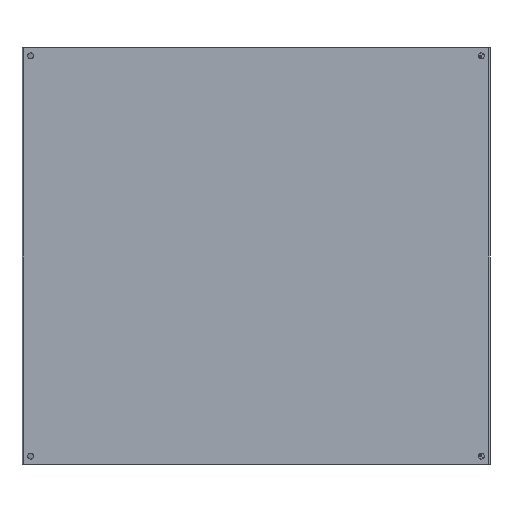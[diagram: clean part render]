
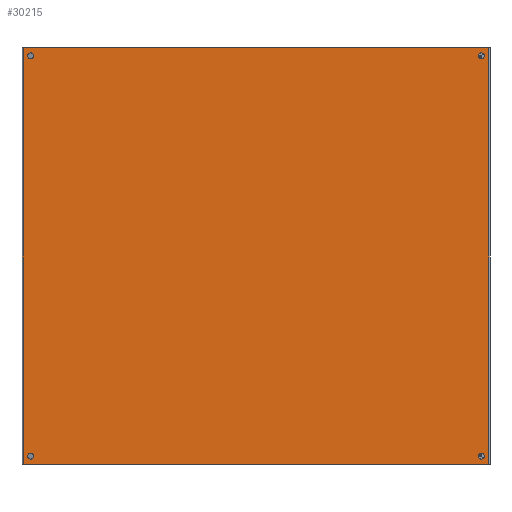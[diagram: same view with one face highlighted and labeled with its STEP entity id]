
A CAD part, left-side view. The second image highlights one B-rep face of the part: STEP entity #30215.
In plain terms, the highlighted face is planar.
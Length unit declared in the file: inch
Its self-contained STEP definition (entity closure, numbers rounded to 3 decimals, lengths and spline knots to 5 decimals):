
#344 = CARTESIAN_POINT ( 'NONE',  ( 17.25, 0., -19.6715 ) ) ;
#1080 = CARTESIAN_POINT ( 'NONE',  ( -17.25, 0., -19.4215 ) ) ;
#1203 = VECTOR ( 'NONE', #55993, 39.37008 ) ;
#1521 = VERTEX_POINT ( 'NONE', #45054 ) ;
#1859 = DIRECTION ( 'NONE',  ( -1., 0., 0. ) ) ;
#2344 = CIRCLE ( 'NONE', #35969, 0.25 ) ;
#2506 = ORIENTED_EDGE ( 'NONE', *, *, #8804, .T. ) ;
#3579 = AXIS2_PLACEMENT_3D ( 'NONE', #57356, #38635, #6501 ) ;
#4202 = VERTEX_POINT ( 'NONE', #52086 ) ;
#5145 = PLANE ( 'NONE',  #17193 ) ;
#5231 = CARTESIAN_POINT ( 'NONE',  ( 17.928, 0., -20.0995 ) ) ;
#5432 = DIRECTION ( 'NONE',  ( 0., 0., -1. ) ) ;
#6501 = DIRECTION ( 'NONE',  ( -1., 0., 0. ) ) ;
#7343 = CARTESIAN_POINT ( 'NONE',  ( -17.5, 0., 19.40609 ) ) ;
#8555 = CARTESIAN_POINT ( 'NONE',  ( 17.928, 0., 20.04809 ) ) ;
#8747 = AXIS2_PLACEMENT_3D ( 'NONE', #15599, #47847, #20354 ) ;
#8804 = EDGE_CURVE ( 'NONE', #35114, #24349, #54116, .T. ) ;
#8845 = DIRECTION ( 'NONE',  ( -1., 0., 0. ) ) ;
#10435 = EDGE_CURVE ( 'NONE', #26300, #41064, #2344, .T. ) ;
#11146 = CIRCLE ( 'NONE', #45012, 0.25 ) ;
#12413 = EDGE_LOOP ( 'NONE', ( #21566, #57166 ) ) ;
#12956 = DIRECTION ( 'NONE',  ( -1., 0., 0. ) ) ;
#13260 = ORIENTED_EDGE ( 'NONE', *, *, #34292, .T. ) ;
#13293 = LINE ( 'NONE', #51566, #1203 ) ;
#13427 = CARTESIAN_POINT ( 'NONE',  ( -17., 0., -19.4215 ) ) ;
#13823 = FACE_BOUND ( 'NONE', #35705, .T. ) ;
#14973 = ORIENTED_EDGE ( 'NONE', *, *, #32901, .T. ) ;
#15371 = CARTESIAN_POINT ( 'NONE',  ( 17.928, 0., -20.0635 ) ) ;
#15599 = CARTESIAN_POINT ( 'NONE',  ( 17.25, 0., -19.4215 ) ) ;
#15801 = CARTESIAN_POINT ( 'NONE',  ( 17.928, 0., -20.0635 ) ) ;
#15811 = DIRECTION ( 'NONE',  ( 0., -1., 0. ) ) ;
#16192 = DIRECTION ( 'NONE',  ( 1., 0., 0. ) ) ;
#16716 = EDGE_CURVE ( 'NONE', #33831, #4202, #28658, .T. ) ;
#16989 = VERTEX_POINT ( 'NONE', #13427 ) ;
#17049 = ORIENTED_EDGE ( 'NONE', *, *, #10435, .T. ) ;
#17193 = AXIS2_PLACEMENT_3D ( 'NONE', #22897, #37096, #36694 ) ;
#17216 = CARTESIAN_POINT ( 'NONE',  ( -17.5, 0., -19.4215 ) ) ;
#18247 = DIRECTION ( 'NONE',  ( 0., -1., 0. ) ) ;
#20354 = DIRECTION ( 'NONE',  ( 0., 0., -1. ) ) ;
#20577 = ORIENTED_EDGE ( 'NONE', *, *, #48164, .F. ) ;
#21566 = ORIENTED_EDGE ( 'NONE', *, *, #46696, .T. ) ;
#22262 = VERTEX_POINT ( 'NONE', #40691 ) ;
#22897 = CARTESIAN_POINT ( 'NONE',  ( 17.928, 0., -20.0995 ) ) ;
#23193 = CIRCLE ( 'NONE', #8747, 0.25 ) ;
#23328 = EDGE_CURVE ( 'NONE', #35114, #22262, #33945, .T. ) ;
#23432 = DIRECTION ( 'NONE',  ( 0., -1., 0. ) ) ;
#24349 = VERTEX_POINT ( 'NONE', #15371 ) ;
#25976 = FACE_BOUND ( 'NONE', #12413, .T. ) ;
#26300 = VERTEX_POINT ( 'NONE', #59185 ) ;
#27036 = EDGE_LOOP ( 'NONE', ( #52920, #27957 ) ) ;
#27898 = EDGE_CURVE ( 'NONE', #41064, #26300, #11146, .T. ) ;
#27957 = ORIENTED_EDGE ( 'NONE', *, *, #52981, .T. ) ;
#28232 = VERTEX_POINT ( 'NONE', #17216 ) ;
#28658 = CIRCLE ( 'NONE', #3579, 0.25 ) ;
#29220 = DIRECTION ( 'NONE',  ( -1., 0., 0. ) ) ;
#29392 = CARTESIAN_POINT ( 'NONE',  ( -17.25, 0., -19.4215 ) ) ;
#30215 = ADVANCED_FACE ( 'NONE', ( #38127, #25976, #51141, #36718, #13823 ), #5145, .F. ) ;
#30317 = ORIENTED_EDGE ( 'NONE', *, *, #16716, .T. ) ;
#31909 = CARTESIAN_POINT ( 'NONE',  ( 17.928, 0., 20.04809 ) ) ;
#32407 = CIRCLE ( 'NONE', #52035, 0.25 ) ;
#32595 = VECTOR ( 'NONE', #5432, 39.37008 ) ;
#32901 = EDGE_CURVE ( 'NONE', #35201, #22262, #13293, .T. ) ;
#33002 = DIRECTION ( 'NONE',  ( 0., -1., 0. ) ) ;
#33831 = VERTEX_POINT ( 'NONE', #41665 ) ;
#33854 = CIRCLE ( 'NONE', #41643, 0.25 ) ;
#33945 = LINE ( 'NONE', #8555, #34678 ) ;
#34292 = EDGE_CURVE ( 'NONE', #4202, #33831, #33854, .T. ) ;
#34678 = VECTOR ( 'NONE', #12956, 39.37008 ) ;
#35114 = VERTEX_POINT ( 'NONE', #31909 ) ;
#35201 = VERTEX_POINT ( 'NONE', #41677 ) ;
#35705 = EDGE_LOOP ( 'NONE', ( #13260, #30317 ) ) ;
#35969 = AXIS2_PLACEMENT_3D ( 'NONE', #56710, #57502, #29220 ) ;
#36241 = CARTESIAN_POINT ( 'NONE',  ( 17.25, 0., 19.40609 ) ) ;
#36694 = DIRECTION ( 'NONE',  ( 0., 0., 1. ) ) ;
#36718 = FACE_BOUND ( 'NONE', #27036, .T. ) ;
#37096 = DIRECTION ( 'NONE',  ( 0., -1., 0. ) ) ;
#38127 = FACE_BOUND ( 'NONE', #39954, .T. ) ;
#38635 = DIRECTION ( 'NONE',  ( 0., -1., 0. ) ) ;
#39490 = AXIS2_PLACEMENT_3D ( 'NONE', #29392, #15811, #1859 ) ;
#39754 = ORIENTED_EDGE ( 'NONE', *, *, #23328, .F. ) ;
#39954 = EDGE_LOOP ( 'NONE', ( #51230, #17049 ) ) ;
#40691 = CARTESIAN_POINT ( 'NONE',  ( -17.928, 0., 20.04809 ) ) ;
#40963 = CARTESIAN_POINT ( 'NONE',  ( 17.25, 0., -19.4215 ) ) ;
#41064 = VERTEX_POINT ( 'NONE', #7343 ) ;
#41643 = AXIS2_PLACEMENT_3D ( 'NONE', #36241, #18247, #8845 ) ;
#41665 = CARTESIAN_POINT ( 'NONE',  ( 17.5, 0., 19.40609 ) ) ;
#41677 = CARTESIAN_POINT ( 'NONE',  ( -17.928, 0., -20.0635 ) ) ;
#42760 = EDGE_LOOP ( 'NONE', ( #20577, #14973, #39754, #2506 ) ) ;
#43659 = EDGE_CURVE ( 'NONE', #16989, #28232, #50529, .T. ) ;
#45012 = AXIS2_PLACEMENT_3D ( 'NONE', #46318, #23432, #55539 ) ;
#45054 = CARTESIAN_POINT ( 'NONE',  ( 17.25, 0., -19.1715 ) ) ;
#45565 = VECTOR ( 'NONE', #16192, 39.37008 ) ;
#45644 = EDGE_CURVE ( 'NONE', #50062, #1521, #32407, .T. ) ;
#46318 = CARTESIAN_POINT ( 'NONE',  ( -17.25, 0., 19.40609 ) ) ;
#46696 = EDGE_CURVE ( 'NONE', #28232, #16989, #50101, .T. ) ;
#47472 = AXIS2_PLACEMENT_3D ( 'NONE', #1080, #33002, #51463 ) ;
#47847 = DIRECTION ( 'NONE',  ( 0., -1., 0. ) ) ;
#48164 = EDGE_CURVE ( 'NONE', #35201, #24349, #50587, .T. ) ;
#49845 = DIRECTION ( 'NONE',  ( 0., -1., 0. ) ) ;
#50062 = VERTEX_POINT ( 'NONE', #344 ) ;
#50101 = CIRCLE ( 'NONE', #47472, 0.25 ) ;
#50529 = CIRCLE ( 'NONE', #39490, 0.25 ) ;
#50587 = LINE ( 'NONE', #15801, #45565 ) ;
#50626 = DIRECTION ( 'NONE',  ( 0., 0., -1. ) ) ;
#51141 = FACE_OUTER_BOUND ( 'NONE', #42760, .T. ) ;
#51230 = ORIENTED_EDGE ( 'NONE', *, *, #27898, .T. ) ;
#51463 = DIRECTION ( 'NONE',  ( -1., 0., 0. ) ) ;
#51566 = CARTESIAN_POINT ( 'NONE',  ( -17.928, 0., 20.0995 ) ) ;
#52035 = AXIS2_PLACEMENT_3D ( 'NONE', #40963, #49845, #50626 ) ;
#52086 = CARTESIAN_POINT ( 'NONE',  ( 17., 0., 19.40609 ) ) ;
#52920 = ORIENTED_EDGE ( 'NONE', *, *, #45644, .T. ) ;
#52981 = EDGE_CURVE ( 'NONE', #1521, #50062, #23193, .T. ) ;
#54116 = LINE ( 'NONE', #5231, #32595 ) ;
#55539 = DIRECTION ( 'NONE',  ( -1., 0., 0. ) ) ;
#55993 = DIRECTION ( 'NONE',  ( 0., 0., 1. ) ) ;
#56710 = CARTESIAN_POINT ( 'NONE',  ( -17.25, 0., 19.40609 ) ) ;
#57166 = ORIENTED_EDGE ( 'NONE', *, *, #43659, .T. ) ;
#57356 = CARTESIAN_POINT ( 'NONE',  ( 17.25, 0., 19.40609 ) ) ;
#57502 = DIRECTION ( 'NONE',  ( 0., -1., 0. ) ) ;
#59185 = CARTESIAN_POINT ( 'NONE',  ( -17., 0., 19.40609 ) ) ;
